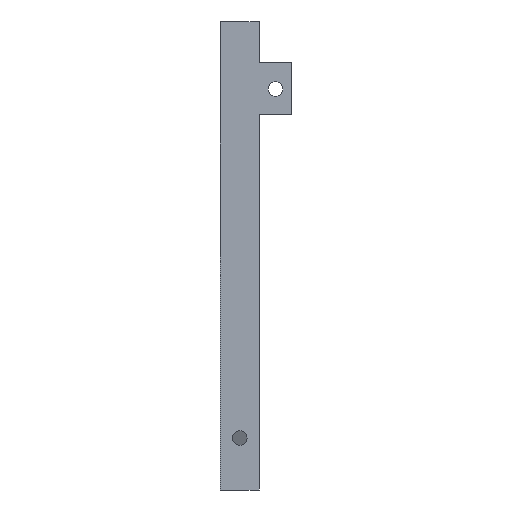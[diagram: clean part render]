
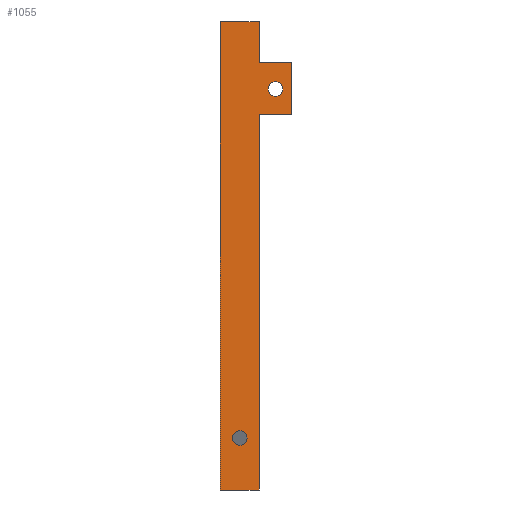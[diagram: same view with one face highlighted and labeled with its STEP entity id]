
A CAD part, front view. The second image highlights one B-rep face of the part: STEP entity #1055.
In plain terms, the highlighted planar face has unit normal (0, -1, 0).
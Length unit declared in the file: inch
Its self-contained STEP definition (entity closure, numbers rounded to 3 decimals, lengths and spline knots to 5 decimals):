
#29=FACE_BOUND('',#155,.T.);
#30=FACE_BOUND('',#156,.T.);
#45=CIRCLE('',#1099,0.0705);
#48=CIRCLE('',#1108,0.0705);
#95=FACE_OUTER_BOUND('',#154,.T.);
#154=EDGE_LOOP('',(#901,#902,#903,#904,#905,#906,#907,#908));
#155=EDGE_LOOP('',(#909));
#156=EDGE_LOOP('',(#910));
#218=LINE('',#1511,#352);
#222=LINE('',#1520,#356);
#225=LINE('',#1524,#359);
#229=LINE('',#1532,#363);
#235=LINE('',#1542,#369);
#294=LINE('',#1667,#428);
#296=LINE('',#1671,#430);
#297=LINE('',#1672,#431);
#352=VECTOR('',#1240,0.3937);
#356=VECTOR('',#1246,0.3937);
#359=VECTOR('',#1251,0.3937);
#363=VECTOR('',#1257,0.3937);
#369=VECTOR('',#1263,0.3937);
#428=VECTOR('',#1374,0.3937);
#430=VECTOR('',#1378,0.3937);
#431=VECTOR('',#1379,0.3937);
#473=VERTEX_POINT('',#1501);
#476=VERTEX_POINT('',#1508);
#477=VERTEX_POINT('',#1510);
#480=VERTEX_POINT('',#1517);
#481=VERTEX_POINT('',#1519);
#484=VERTEX_POINT('',#1531);
#488=VERTEX_POINT('',#1540);
#507=VERTEX_POINT('',#1582);
#528=VERTEX_POINT('',#1666);
#529=VERTEX_POINT('',#1670);
#585=EDGE_CURVE('',#473,#473,#45,.T.);
#588=EDGE_CURVE('',#476,#477,#218,.T.);
#592=EDGE_CURVE('',#480,#481,#222,.T.);
#595=EDGE_CURVE('',#481,#476,#225,.T.);
#599=EDGE_CURVE('',#484,#477,#229,.T.);
#605=EDGE_CURVE('',#480,#488,#235,.T.);
#626=EDGE_CURVE('',#507,#507,#48,.T.);
#667=EDGE_CURVE('',#484,#528,#294,.T.);
#669=EDGE_CURVE('',#488,#529,#296,.T.);
#670=EDGE_CURVE('',#529,#528,#297,.T.);
#901=ORIENTED_EDGE('',*,*,#599,.T.);
#902=ORIENTED_EDGE('',*,*,#588,.F.);
#903=ORIENTED_EDGE('',*,*,#595,.F.);
#904=ORIENTED_EDGE('',*,*,#592,.F.);
#905=ORIENTED_EDGE('',*,*,#605,.T.);
#906=ORIENTED_EDGE('',*,*,#669,.T.);
#907=ORIENTED_EDGE('',*,*,#670,.T.);
#908=ORIENTED_EDGE('',*,*,#667,.F.);
#909=ORIENTED_EDGE('',*,*,#585,.F.);
#910=ORIENTED_EDGE('',*,*,#626,.F.);
#1004=PLANE('',#1130);
#1055=ADVANCED_FACE('',(#95,#29,#30),#1004,.F.);
#1099=AXIS2_PLACEMENT_3D('',#1503,#1234,#1235);
#1108=AXIS2_PLACEMENT_3D('',#1584,#1290,#1291);
#1130=AXIS2_PLACEMENT_3D('',#1669,#1376,#1377);
#1234=DIRECTION('center_axis',(0.,-1.,0.));
#1235=DIRECTION('ref_axis',(0.,0.,1.));
#1240=DIRECTION('',(-1.,0.,0.));
#1246=DIRECTION('',(1.,0.,0.));
#1251=DIRECTION('',(0.,0.,-1.));
#1257=DIRECTION('',(0.,0.,1.));
#1263=DIRECTION('',(0.,0.,1.));
#1290=DIRECTION('center_axis',(0.,-1.,0.));
#1291=DIRECTION('ref_axis',(0.,0.,1.));
#1374=DIRECTION('',(-1.,0.,0.));
#1376=DIRECTION('center_axis',(0.,1.,0.));
#1377=DIRECTION('ref_axis',(0.,0.,-1.));
#1378=DIRECTION('',(-1.,0.,0.));
#1379=DIRECTION('',(0.,0.,-1.));
#1501=CARTESIAN_POINT('',(-7.34375,0.,-0.71409));
#1503=CARTESIAN_POINT('Origin',(-7.34375,0.,-0.64359));
#1508=CARTESIAN_POINT('',(-7.1875,0.,-0.89359));
#1510=CARTESIAN_POINT('',(-7.5,0.,-0.89359));
#1511=CARTESIAN_POINT('',(-7.1875,0.,-0.89359));
#1517=CARTESIAN_POINT('',(-7.5,0.,-0.39359));
#1519=CARTESIAN_POINT('',(-7.1875,0.,-0.39359));
#1520=CARTESIAN_POINT('',(-7.5,0.,-0.39359));
#1524=CARTESIAN_POINT('',(-7.1875,0.,-0.39359));
#1531=CARTESIAN_POINT('',(-7.5,0.,-4.5));
#1532=CARTESIAN_POINT('',(-7.5,0.,-4.5));
#1540=CARTESIAN_POINT('',(-7.5,0.,0.));
#1542=CARTESIAN_POINT('',(-7.5,0.,-4.5));
#1582=CARTESIAN_POINT('',(-7.6875,0.,-4.0705));
#1584=CARTESIAN_POINT('Origin',(-7.6875,0.,-4.));
#1666=CARTESIAN_POINT('',(-7.875,0.,-4.5));
#1667=CARTESIAN_POINT('',(-7.5,0.,-4.5));
#1669=CARTESIAN_POINT('Origin',(-7.5,0.,0.));
#1670=CARTESIAN_POINT('',(-7.875,0.,0.));
#1671=CARTESIAN_POINT('',(-7.5,0.,0.));
#1672=CARTESIAN_POINT('',(-7.875,0.,-4.5));
